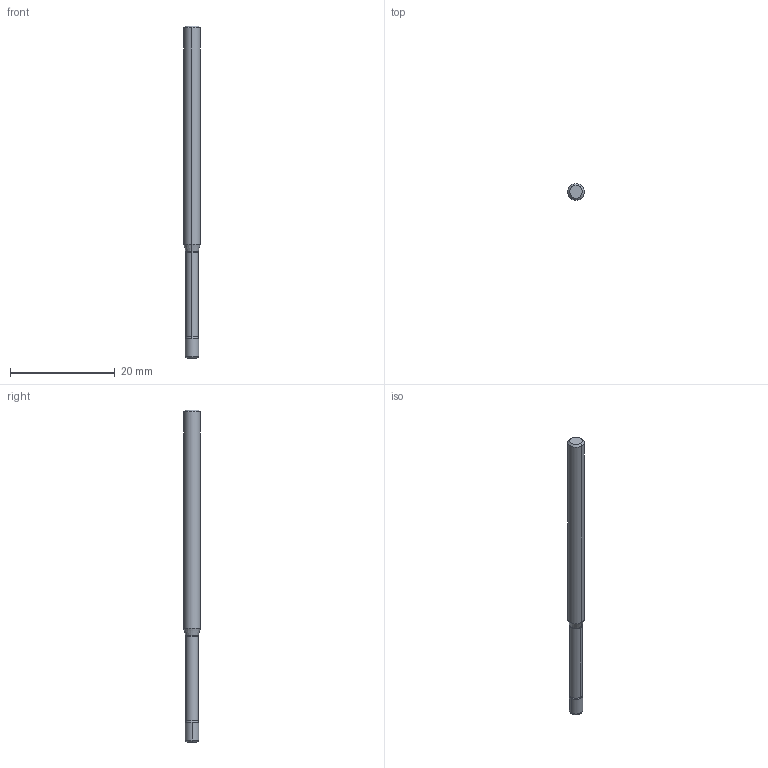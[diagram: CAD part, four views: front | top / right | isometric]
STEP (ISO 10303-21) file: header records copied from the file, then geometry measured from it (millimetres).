
FILE_DESCRIPTION (( 'STEP AP203' ), '1' );
FILE_NAME ('08864.STEP', '2024-03-06T20:06:44', ( '' ), ( '' ), 'SwSTEP 2.0', 'SolidWorks 2023', '' );
FILE_SCHEMA (( 'CONFIG_CONTROL_DESIGN' ));
Length unit declared in the file: inch
Products named in the file (1): 08864
Bounding box: 3.17 x 3.17 x 63.5 mm (x, y, z)
Volume: 431.6 mm3; surface area: 603.1 mm2
Topology: 2 solids, 2 shells, 20 faces, 36 edges, 20 vertices
Faces by surface type: cylinder 6, torus 6, plane 4, cone 4
Entity records: 567 total; most frequent: DIRECTION 104, CARTESIAN_POINT 77, ORIENTED_EDGE 72, AXIS2_PLACEMENT_3D 47, EDGE_CURVE 36, CIRCLE 26, FACE_OUTER_BOUND 20, EDGE_LOOP 20
